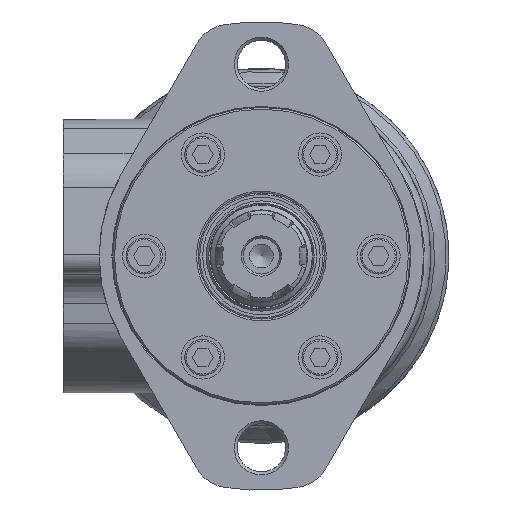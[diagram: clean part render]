
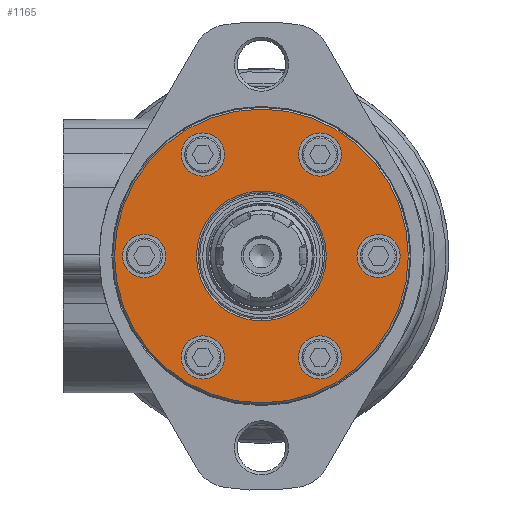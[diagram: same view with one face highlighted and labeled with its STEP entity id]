
A CAD part, left-side view. The second image highlights one B-rep face of the part: STEP entity #1165.
In plain terms, the highlighted planar face has unit normal (-1, 0, 0).
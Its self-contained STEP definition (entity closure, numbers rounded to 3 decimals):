
#1165 = ADVANCED_FACE( '', ( #2471, #2472, #2473, #2474, #2475, #2476, #2477, #2478 ), #2479, .F. );
#2471 = FACE_OUTER_BOUND( '', #3925, .T. );
#2472 = FACE_BOUND( '', #3926, .T. );
#2473 = FACE_BOUND( '', #3927, .T. );
#2474 = FACE_BOUND( '', #3928, .T. );
#2475 = FACE_BOUND( '', #3929, .T. );
#2476 = FACE_BOUND( '', #3930, .T. );
#2477 = FACE_BOUND( '', #3931, .T. );
#2478 = FACE_BOUND( '', #3932, .T. );
#2479 = PLANE( '', #3933 );
#3925 = EDGE_LOOP( '', ( #6780 ) );
#3926 = EDGE_LOOP( '', ( #6781 ) );
#3927 = EDGE_LOOP( '', ( #6782 ) );
#3928 = EDGE_LOOP( '', ( #6783 ) );
#3929 = EDGE_LOOP( '', ( #6784 ) );
#3930 = EDGE_LOOP( '', ( #6785 ) );
#3931 = EDGE_LOOP( '', ( #6786 ) );
#3932 = EDGE_LOOP( '', ( #6787 ) );
#3933 = AXIS2_PLACEMENT_3D( '', #6788, #6789, #6790 );
#6780 = ORIENTED_EDGE( '', *, *, #8921, .F. );
#6781 = ORIENTED_EDGE( '', *, *, #8945, .F. );
#6782 = ORIENTED_EDGE( '', *, *, #8423, .T. );
#6783 = ORIENTED_EDGE( '', *, *, #8320, .T. );
#6784 = ORIENTED_EDGE( '', *, *, #8946, .T. );
#6785 = ORIENTED_EDGE( '', *, *, #8923, .T. );
#6786 = ORIENTED_EDGE( '', *, *, #8171, .T. );
#6787 = ORIENTED_EDGE( '', *, *, #8947, .T. );
#6788 = CARTESIAN_POINT( '', ( 0., 0., 0. ) );
#6789 = DIRECTION( '', ( 1., 0., 0. ) );
#6790 = DIRECTION( '', ( 0., 0., -1. ) );
#8171 = EDGE_CURVE( '', #9714, #9714, #9715, .T. );
#8320 = EDGE_CURVE( '', #9934, #9934, #9935, .T. );
#8423 = EDGE_CURVE( '', #10091, #10091, #10092, .T. );
#8921 = EDGE_CURVE( '', #10782, #10782, #10783, .T. );
#8923 = EDGE_CURVE( '', #10785, #10785, #10786, .T. );
#8945 = EDGE_CURVE( '', #10810, #10810, #10811, .F. );
#8946 = EDGE_CURVE( '', #10812, #10812, #10813, .T. );
#8947 = EDGE_CURVE( '', #10814, #10814, #10815, .T. );
#9714 = VERTEX_POINT( '', #12128 );
#9715 = CIRCLE( '', #12129, 6. );
#9934 = VERTEX_POINT( '', #12496 );
#9935 = CIRCLE( '', #12497, 6. );
#10091 = VERTEX_POINT( '', #12763 );
#10092 = CIRCLE( '', #12764, 6. );
#10782 = VERTEX_POINT( '', #14335 );
#10783 = CIRCLE( '', #14336, 40.75 );
#10785 = VERTEX_POINT( '', #14338 );
#10786 = CIRCLE( '', #14339, 6. );
#10810 = VERTEX_POINT( '', #14376 );
#10811 = CIRCLE( '', #14377, 6. );
#10812 = VERTEX_POINT( '', #14378 );
#10813 = CIRCLE( '', #14379, 6. );
#10814 = VERTEX_POINT( '', #14380 );
#10815 = CIRCLE( '', #14381, 18. );
#12128 = CARTESIAN_POINT( '', ( 0., 16.25, 22.146 ) );
#12129 = AXIS2_PLACEMENT_3D( '', #15161, #15162, #15163 );
#12496 = CARTESIAN_POINT( '', ( 0., -16.25, -34.146 ) );
#12497 = AXIS2_PLACEMENT_3D( '', #15340, #15341, #15342 );
#12763 = CARTESIAN_POINT( '', ( 0., 16.25, -34.146 ) );
#12764 = AXIS2_PLACEMENT_3D( '', #15456, #15457, #15458 );
#14335 = CARTESIAN_POINT( '', ( 0., 0., -40.75 ) );
#14336 = AXIS2_PLACEMENT_3D( '', #15971, #15972, #15973 );
#14338 = CARTESIAN_POINT( '', ( 0., -16.25, 22.146 ) );
#14339 = AXIS2_PLACEMENT_3D( '', #15974, #15975, #15976 );
#14376 = CARTESIAN_POINT( '', ( 0., 32.5, -6. ) );
#14377 = AXIS2_PLACEMENT_3D( '', #15985, #15986, #15987 );
#14378 = CARTESIAN_POINT( '', ( 0., -32.5, -6. ) );
#14379 = AXIS2_PLACEMENT_3D( '', #15988, #15989, #15990 );
#14380 = CARTESIAN_POINT( '', ( 0., 0., -18. ) );
#14381 = AXIS2_PLACEMENT_3D( '', #15991, #15992, #15993 );
#15161 = CARTESIAN_POINT( '', ( 0., 16.25, 28.146 ) );
#15162 = DIRECTION( '', ( 1., 0., 0. ) );
#15163 = DIRECTION( '', ( 0., 0., -1. ) );
#15340 = CARTESIAN_POINT( '', ( 0., -16.25, -28.146 ) );
#15341 = DIRECTION( '', ( 1., 0., 0. ) );
#15342 = DIRECTION( '', ( 0., 0., -1. ) );
#15456 = CARTESIAN_POINT( '', ( 0., 16.25, -28.146 ) );
#15457 = DIRECTION( '', ( 1., 0., 0. ) );
#15458 = DIRECTION( '', ( 0., 0., -1. ) );
#15971 = CARTESIAN_POINT( '', ( 0., 0., 0. ) );
#15972 = DIRECTION( '', ( 1., 0., 0. ) );
#15973 = DIRECTION( '', ( 0., 0., -1. ) );
#15974 = CARTESIAN_POINT( '', ( 0., -16.25, 28.146 ) );
#15975 = DIRECTION( '', ( 1., 0., 0. ) );
#15976 = DIRECTION( '', ( 0., 0., -1. ) );
#15985 = CARTESIAN_POINT( '', ( 0., 32.5, 0. ) );
#15986 = DIRECTION( '', ( 1., 0., 0. ) );
#15987 = DIRECTION( '', ( 0., 0., -1. ) );
#15988 = CARTESIAN_POINT( '', ( 0., -32.5, 0. ) );
#15989 = DIRECTION( '', ( 1., 0., 0. ) );
#15990 = DIRECTION( '', ( 0., 0., -1. ) );
#15991 = CARTESIAN_POINT( '', ( 0., 0., 0. ) );
#15992 = DIRECTION( '', ( 1., 0., 0. ) );
#15993 = DIRECTION( '', ( 0., 0., -1. ) );
